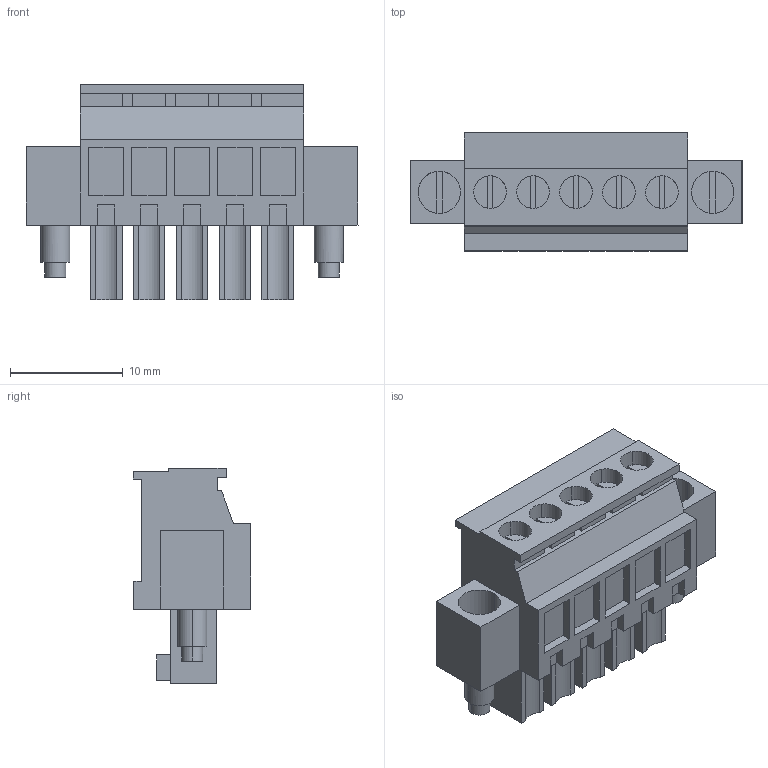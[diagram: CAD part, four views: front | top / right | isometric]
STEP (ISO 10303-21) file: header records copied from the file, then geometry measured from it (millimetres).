
FILE_DESCRIPTION(('CATIA V5 STEP Exchange','CAx-IF Rec.Pracs.--- Model Styling and Organization---1.2---2011-12-15'),'2;1');
FILE_NAME ('D1459690_0_1940490000_1940490000.stp','2017-04-12T09:45:21+00:00',('none'),('Weidmueller'),'CATIA Version 5-6 Release 2014','CATIA V5 STEP AP214','none');
FILE_SCHEMA(('AUTOMOTIVE_DESIGN { 1 0 10303 214 1 1 1 1 }'));
Length unit declared in the file: millimetre
Products named in the file (1): 1940490000
Bounding box: 29.44 x 10.45 x 19.1 mm (x, y, z)
Volume: 2770.9 mm3; surface area: 2576.6 mm2
Topology: 8 solids, 8 shells, 281 faces, 712 edges, 480 vertices
Faces by surface type: plane 222, cylinder 59
Entity records: 8119 total; most frequent: CARTESIAN_POINT 1570, ORIENTED_EDGE 1424, DIRECTION 1124, EDGE_CURVE 712, VECTOR 566, LINE 566, VERTEX_POINT 480, AXIS2_PLACEMENT_3D 341
